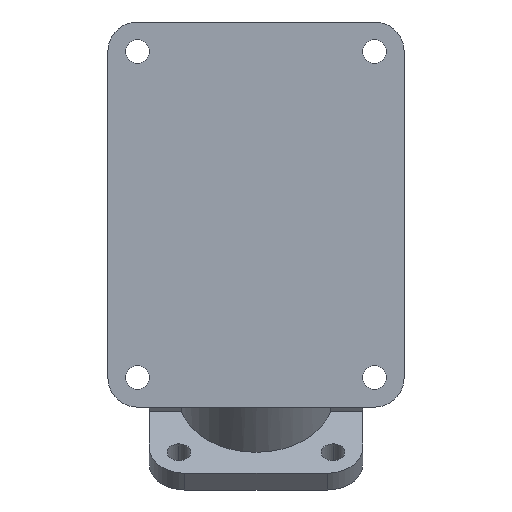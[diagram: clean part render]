
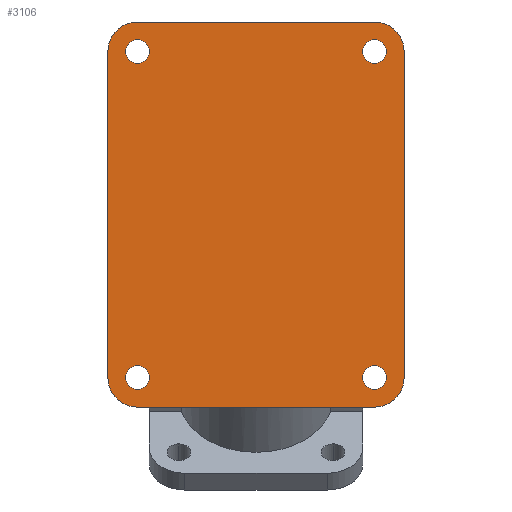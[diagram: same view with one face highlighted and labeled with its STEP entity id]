
A CAD part, front view. The second image highlights one B-rep face of the part: STEP entity #3106.
In plain terms, the highlighted planar face has unit normal (0, -1, 0).
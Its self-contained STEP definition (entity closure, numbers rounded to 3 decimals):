
#4 = EDGE_CURVE ( 'NONE', #2990, #1137, #645, .T. ) ;
#24 = CARTESIAN_POINT ( 'NONE',  ( 20., 0., 29.5 ) ) ;
#37 = CARTESIAN_POINT ( 'NONE',  ( 20., 0., 27.5 ) ) ;
#58 = DIRECTION ( 'NONE',  ( 0., 0., 1. ) ) ;
#70 = AXIS2_PLACEMENT_3D ( 'NONE', #203, #961, #2517 ) ;
#77 = CIRCLE ( 'NONE', #928, 2. ) ;
#80 = DIRECTION ( 'NONE',  ( 0., -1., 0. ) ) ;
#85 = CARTESIAN_POINT ( 'NONE',  ( -25., 0., -27.5 ) ) ;
#100 = CARTESIAN_POINT ( 'NONE',  ( 20., 0., -27.5 ) ) ;
#127 = CARTESIAN_POINT ( 'NONE',  ( -20., 0., 29.5 ) ) ;
#133 = EDGE_CURVE ( 'NONE', #432, #2375, #77, .T. ) ;
#176 = ORIENTED_EDGE ( 'NONE', *, *, #1415, .F. ) ;
#178 = VERTEX_POINT ( 'NONE', #85 ) ;
#202 = CIRCLE ( 'NONE', #1960, 5. ) ;
#203 = CARTESIAN_POINT ( 'NONE',  ( -20., 0., -27.5 ) ) ;
#224 = DIRECTION ( 'NONE',  ( 0., 0., 1. ) ) ;
#284 = DIRECTION ( 'NONE',  ( 0., 0., 1. ) ) ;
#317 = EDGE_CURVE ( 'NONE', #178, #3044, #1186, .T. ) ;
#349 = AXIS2_PLACEMENT_3D ( 'NONE', #2166, #2973, #3171 ) ;
#372 = CIRCLE ( 'NONE', #3306, 5. ) ;
#378 = DIRECTION ( 'NONE',  ( 0., -1., 0. ) ) ;
#394 = EDGE_CURVE ( 'NONE', #2375, #432, #3221, .T. ) ;
#432 = VERTEX_POINT ( 'NONE', #2034 ) ;
#459 = LINE ( 'NONE', #1931, #2646 ) ;
#508 = ORIENTED_EDGE ( 'NONE', *, *, #639, .F. ) ;
#529 = FACE_BOUND ( 'NONE', #766, .T. ) ;
#541 = EDGE_CURVE ( 'NONE', #2990, #676, #2902, .T. ) ;
#575 = ORIENTED_EDGE ( 'NONE', *, *, #2882, .F. ) ;
#613 = CIRCLE ( 'NONE', #924, 2. ) ;
#622 = CARTESIAN_POINT ( 'NONE',  ( 20., 0., -32.5 ) ) ;
#629 = CIRCLE ( 'NONE', #3293, 2. ) ;
#635 = CARTESIAN_POINT ( 'NONE',  ( -25., 0., 27.5 ) ) ;
#636 = CIRCLE ( 'NONE', #1809, 2. ) ;
#639 = EDGE_CURVE ( 'NONE', #1642, #753, #3223, .T. ) ;
#645 = LINE ( 'NONE', #1152, #3006 ) ;
#676 = VERTEX_POINT ( 'NONE', #635 ) ;
#704 = EDGE_LOOP ( 'NONE', ( #1117, #1331, #3063, #176, #2672, #1779, #2763, #877 ) ) ;
#753 = VERTEX_POINT ( 'NONE', #2987 ) ;
#766 = EDGE_LOOP ( 'NONE', ( #508, #2707 ) ) ;
#866 = EDGE_CURVE ( 'NONE', #2992, #3046, #613, .T. ) ;
#877 = ORIENTED_EDGE ( 'NONE', *, *, #2242, .F. ) ;
#882 = EDGE_LOOP ( 'NONE', ( #2832, #575 ) ) ;
#894 = CARTESIAN_POINT ( 'NONE',  ( 20., 0., -25.5 ) ) ;
#919 = EDGE_CURVE ( 'NONE', #3046, #2992, #2521, .T. ) ;
#924 = AXIS2_PLACEMENT_3D ( 'NONE', #100, #2419, #2185 ) ;
#928 = AXIS2_PLACEMENT_3D ( 'NONE', #2857, #1842, #1046 ) ;
#961 = DIRECTION ( 'NONE',  ( 0., -1., 0. ) ) ;
#1007 = FACE_OUTER_BOUND ( 'NONE', #704, .T. ) ;
#1046 = DIRECTION ( 'NONE',  ( 0., 0., 1. ) ) ;
#1053 = AXIS2_PLACEMENT_3D ( 'NONE', #1255, #1482, #284 ) ;
#1093 = DIRECTION ( 'NONE',  ( 0., 0., 1. ) ) ;
#1102 = CIRCLE ( 'NONE', #2974, 2. ) ;
#1110 = CARTESIAN_POINT ( 'NONE',  ( 20., 0., 27.5 ) ) ;
#1117 = ORIENTED_EDGE ( 'NONE', *, *, #1671, .T. ) ;
#1137 = VERTEX_POINT ( 'NONE', #1163 ) ;
#1152 = CARTESIAN_POINT ( 'NONE',  ( -25., 0., 32.5 ) ) ;
#1163 = CARTESIAN_POINT ( 'NONE',  ( 20., 0., 32.5 ) ) ;
#1174 = CARTESIAN_POINT ( 'NONE',  ( -20., 0., 27.5 ) ) ;
#1181 = EDGE_LOOP ( 'NONE', ( #2966, #2273 ) ) ;
#1186 = CIRCLE ( 'NONE', #349, 5. ) ;
#1229 = DIRECTION ( 'NONE',  ( -1., 0., 0. ) ) ;
#1255 = CARTESIAN_POINT ( 'NONE',  ( 0., 0., 0. ) ) ;
#1312 = CARTESIAN_POINT ( 'NONE',  ( 20., 0., -27.5 ) ) ;
#1331 = ORIENTED_EDGE ( 'NONE', *, *, #4, .F. ) ;
#1391 = VERTEX_POINT ( 'NONE', #2797 ) ;
#1395 = LINE ( 'NONE', #1947, #2489 ) ;
#1415 = EDGE_CURVE ( 'NONE', #178, #676, #1799, .T. ) ;
#1426 = DIRECTION ( 'NONE',  ( 0., -1., 0. ) ) ;
#1445 = DIRECTION ( 'NONE',  ( 0., 0., -1. ) ) ;
#1449 = CARTESIAN_POINT ( 'NONE',  ( 20., 0., -29.5 ) ) ;
#1482 = DIRECTION ( 'NONE',  ( 0., 1., 0. ) ) ;
#1535 = FACE_BOUND ( 'NONE', #1965, .T. ) ;
#1572 = CARTESIAN_POINT ( 'NONE',  ( -25., 0., -32.5 ) ) ;
#1575 = AXIS2_PLACEMENT_3D ( 'NONE', #1174, #2647, #1939 ) ;
#1600 = CARTESIAN_POINT ( 'NONE',  ( -20., 0., -25.5 ) ) ;
#1611 = DIRECTION ( 'NONE',  ( 0., 0., 1. ) ) ;
#1642 = VERTEX_POINT ( 'NONE', #127 ) ;
#1644 = CARTESIAN_POINT ( 'NONE',  ( 20., 0., -27.5 ) ) ;
#1671 = EDGE_CURVE ( 'NONE', #2019, #1137, #202, .T. ) ;
#1688 = EDGE_CURVE ( 'NONE', #2605, #3044, #459, .T. ) ;
#1724 = DIRECTION ( 'NONE',  ( 0., -1., 0. ) ) ;
#1779 = ORIENTED_EDGE ( 'NONE', *, *, #1688, .F. ) ;
#1799 = LINE ( 'NONE', #1572, #2862 ) ;
#1809 = AXIS2_PLACEMENT_3D ( 'NONE', #1110, #80, #1093 ) ;
#1842 = DIRECTION ( 'NONE',  ( 0., -1., 0. ) ) ;
#1881 = DIRECTION ( 'NONE',  ( 0., -1., 0. ) ) ;
#1931 = CARTESIAN_POINT ( 'NONE',  ( -25., 0., -32.5 ) ) ;
#1939 = DIRECTION ( 'NONE',  ( 0., 0., 1. ) ) ;
#1947 = CARTESIAN_POINT ( 'NONE',  ( 25., 0., -32.5 ) ) ;
#1951 = CARTESIAN_POINT ( 'NONE',  ( -20., 0., -32.5 ) ) ;
#1960 = AXIS2_PLACEMENT_3D ( 'NONE', #2503, #1426, #224 ) ;
#1965 = EDGE_LOOP ( 'NONE', ( #3248, #2218 ) ) ;
#2019 = VERTEX_POINT ( 'NONE', #2565 ) ;
#2034 = CARTESIAN_POINT ( 'NONE',  ( -20., 0., -29.5 ) ) ;
#2040 = CARTESIAN_POINT ( 'NONE',  ( 25., 0., -27.5 ) ) ;
#2080 = DIRECTION ( 'NONE',  ( 0., 0., 1. ) ) ;
#2121 = EDGE_CURVE ( 'NONE', #3073, #1391, #629, .T. ) ;
#2129 = DIRECTION ( 'NONE',  ( 0., -1., 0. ) ) ;
#2166 = CARTESIAN_POINT ( 'NONE',  ( -20., 0., -27.5 ) ) ;
#2185 = DIRECTION ( 'NONE',  ( 0., 0., 1. ) ) ;
#2197 = EDGE_CURVE ( 'NONE', #753, #1642, #1102, .T. ) ;
#2218 = ORIENTED_EDGE ( 'NONE', *, *, #919, .F. ) ;
#2242 = EDGE_CURVE ( 'NONE', #2019, #2442, #1395, .T. ) ;
#2254 = AXIS2_PLACEMENT_3D ( 'NONE', #1644, #1724, #2775 ) ;
#2273 = ORIENTED_EDGE ( 'NONE', *, *, #133, .F. ) ;
#2315 = FACE_BOUND ( 'NONE', #1181, .T. ) ;
#2333 = CARTESIAN_POINT ( 'NONE',  ( -20., 0., 27.5 ) ) ;
#2375 = VERTEX_POINT ( 'NONE', #1600 ) ;
#2419 = DIRECTION ( 'NONE',  ( 0., -1., 0. ) ) ;
#2430 = CARTESIAN_POINT ( 'NONE',  ( -20., 0., 32.5 ) ) ;
#2442 = VERTEX_POINT ( 'NONE', #2040 ) ;
#2489 = VECTOR ( 'NONE', #1445, 1000. ) ;
#2503 = CARTESIAN_POINT ( 'NONE',  ( 20., 0., 27.5 ) ) ;
#2517 = DIRECTION ( 'NONE',  ( 0., 0., 1. ) ) ;
#2521 = CIRCLE ( 'NONE', #2254, 2. ) ;
#2565 = CARTESIAN_POINT ( 'NONE',  ( 25., 0., 27.5 ) ) ;
#2605 = VERTEX_POINT ( 'NONE', #622 ) ;
#2646 = VECTOR ( 'NONE', #1229, 1000. ) ;
#2647 = DIRECTION ( 'NONE',  ( 0., -1., 0. ) ) ;
#2672 = ORIENTED_EDGE ( 'NONE', *, *, #317, .T. ) ;
#2707 = ORIENTED_EDGE ( 'NONE', *, *, #2197, .F. ) ;
#2739 = AXIS2_PLACEMENT_3D ( 'NONE', #2333, #2824, #1611 ) ;
#2750 = FACE_BOUND ( 'NONE', #882, .T. ) ;
#2763 = ORIENTED_EDGE ( 'NONE', *, *, #3215, .T. ) ;
#2775 = DIRECTION ( 'NONE',  ( 0., 0., 1. ) ) ;
#2797 = CARTESIAN_POINT ( 'NONE',  ( 20., 0., 25.5 ) ) ;
#2816 = DIRECTION ( 'NONE',  ( 0., 0., 1. ) ) ;
#2824 = DIRECTION ( 'NONE',  ( 0., -1., 0. ) ) ;
#2832 = ORIENTED_EDGE ( 'NONE', *, *, #2121, .F. ) ;
#2857 = CARTESIAN_POINT ( 'NONE',  ( -20., 0., -27.5 ) ) ;
#2862 = VECTOR ( 'NONE', #2816, 1000. ) ;
#2882 = EDGE_CURVE ( 'NONE', #1391, #3073, #636, .T. ) ;
#2902 = CIRCLE ( 'NONE', #2739, 5. ) ;
#2915 = DIRECTION ( 'NONE',  ( 0., 0., 1. ) ) ;
#2966 = ORIENTED_EDGE ( 'NONE', *, *, #394, .F. ) ;
#2973 = DIRECTION ( 'NONE',  ( 0., -1., 0. ) ) ;
#2974 = AXIS2_PLACEMENT_3D ( 'NONE', #3216, #378, #2915 ) ;
#2987 = CARTESIAN_POINT ( 'NONE',  ( -20., 0., 25.5 ) ) ;
#2990 = VERTEX_POINT ( 'NONE', #2430 ) ;
#2992 = VERTEX_POINT ( 'NONE', #894 ) ;
#3006 = VECTOR ( 'NONE', #3195, 1000. ) ;
#3044 = VERTEX_POINT ( 'NONE', #1951 ) ;
#3046 = VERTEX_POINT ( 'NONE', #1449 ) ;
#3063 = ORIENTED_EDGE ( 'NONE', *, *, #541, .T. ) ;
#3073 = VERTEX_POINT ( 'NONE', #24 ) ;
#3106 = ADVANCED_FACE ( 'NONE', ( #2750, #1535, #1007, #529, #2315 ), #3284, .F. ) ;
#3171 = DIRECTION ( 'NONE',  ( 0., 0., 1. ) ) ;
#3195 = DIRECTION ( 'NONE',  ( 1., 0., 0. ) ) ;
#3215 = EDGE_CURVE ( 'NONE', #2605, #2442, #372, .T. ) ;
#3216 = CARTESIAN_POINT ( 'NONE',  ( -20., 0., 27.5 ) ) ;
#3221 = CIRCLE ( 'NONE', #70, 2. ) ;
#3223 = CIRCLE ( 'NONE', #1575, 2. ) ;
#3248 = ORIENTED_EDGE ( 'NONE', *, *, #866, .F. ) ;
#3284 = PLANE ( 'NONE',  #1053 ) ;
#3293 = AXIS2_PLACEMENT_3D ( 'NONE', #37, #1881, #58 ) ;
#3306 = AXIS2_PLACEMENT_3D ( 'NONE', #1312, #2129, #2080 ) ;
